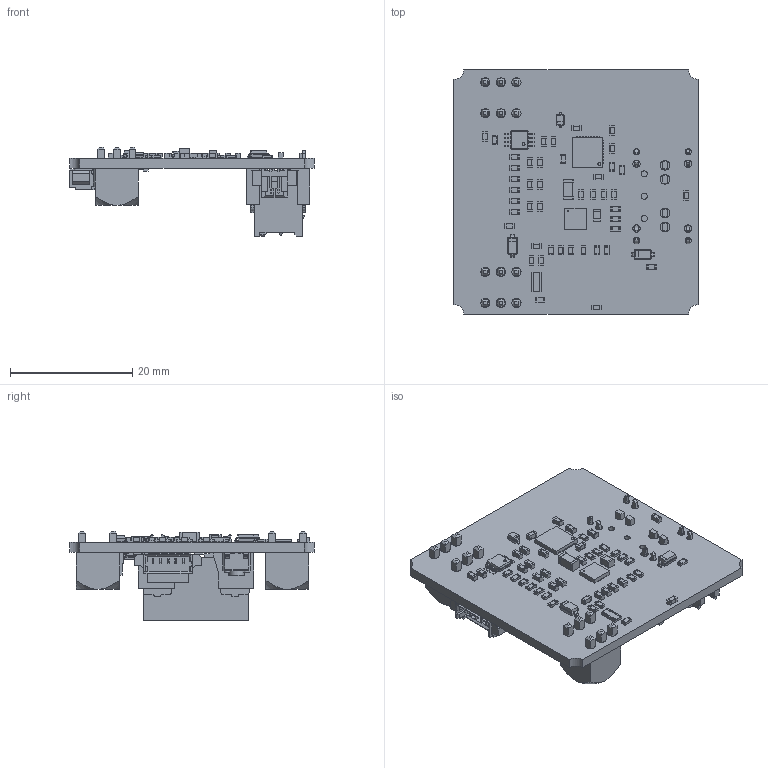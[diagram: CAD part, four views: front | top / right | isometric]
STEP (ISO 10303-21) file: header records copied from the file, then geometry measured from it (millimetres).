
FILE_DESCRIPTION(('KiCad electronic assembly'),'2;1');
FILE_NAME('BatteryMonitor.step','2025-01-12T22:50:55',('Pcbnew'),( 'Kicad'),'Open CASCADE STEP processor 7.8','KiCad to STEP converter' ,'Unknown');
FILE_SCHEMA(('AUTOMOTIVE_DESIGN { 1 0 10303 214 1 1 1 1 }'));
Length unit declared in the file: millimetre
Products named in the file (38): BatteryMonitor 1; R_0603_1608Metric; C_0603_1608Metric; D_SOD-123; D_SOD_123; C_0805_2012Metric; QFN-32-1EP_5x5mm_P0.5mm_EP3.45x3.45mm; QFN-32-1EP_5x5mm_Pitch0.5mm; D_SOD-323; D_SOD_323; MSOP-8_3x3mm_P0.65mm; MSOP_8_3x3mm_P065mm; Texas_VQFN-RGR-20-1EP_3.5x3.5mm_Pitch0.5mm; Texas_VQFN_RGR_20_1EP_35x35mm_Pitch05mm; C_1206_3216Metric; R_0612_1632Metric; s10114828-XXX04LF; 10114828-XXX04LF(20200601)La; SOT-23-3; PinSocket_1x05_P1.27mm_Vertical_SMD_Pin1Right; PinSocket_1x05_P127mm_Vertical_SMD_Pin1Right; SW_SPST_TL3305A; 7461057 (rev1); 1; 10114828-xxx02lfc; 10114828-XXX02LFC; 10114830-xxx05LF; 5P; c-2042274-2-b-3d; C-2042274-2; BatteryMonitor_PCB
Assembly tree (86 placements, depth 3):
  BatteryMonitor 1
    R_0603_1608Metric  x25
      R_0603_1608Metric
    C_0603_1608Metric  x24
      C_0603_1608Metric
    D_SOD-123  x2
      D_SOD_123
    C_0805_2012Metric
      C_0805_2012Metric
    QFN-32-1EP_5x5mm_P0.5mm_EP3.45x3.45mm
      QFN-32-1EP_5x5mm_Pitch0.5mm
    D_SOD-323
      D_SOD_323
    MSOP-8_3x3mm_P0.65mm
      MSOP_8_3x3mm_P065mm
    Texas_VQFN-RGR-20-1EP_3.5x3.5mm_Pitch0.5mm
      Texas_VQFN_RGR_20_1EP_35x35mm_Pitch05mm
    C_1206_3216Metric
      C_1206_3216Metric
    R_0612_1632Metric
      R_0612_1632Metric
    s10114828-XXX04LF
      10114828-XXX04LF(20200601)La
    SOT-23-3
      SOT-23-3
    PinSocket_1x05_P1.27mm_Vertical_SMD_Pin1Right
      PinSocket_1x05_P127mm_Vertical_SMD_Pin1Right
    SW_SPST_TL3305A
      SW_SPST_TL3305A
    7461057 (rev1)  x2
      1
    10114828-xxx02lfc
      10114828-XXX02LFC
    10114830-xxx05LF
      5P
    c-2042274-2-b-3d
      C-2042274-2
    BatteryMonitor_PCB
Bounding box: 40.04 x 40 x 14.65 mm (x, y, z)
Volume: 4558.8 mm3; surface area: 7493.4 mm2
Topology: 68 solids, 70 shells, 3809 faces, 10118 edges, 6574 vertices
Faces by surface type: plane 2689, cylinder 961, bspline 126, cone 26, torus 7
Full cylindrical faces by diameter (mm): 0.2 x1, 0.5 x2, 0.9 x4, 1 x7, 1.2 x4, 1.5 x12, 1.6 x4, 2.459 x4, 2.5 x1, 2.6 x1
Entity records: 84087 total; most frequent: CARTESIAN_POINT 13938, ORIENTED_EDGE 13050, DIRECTION 12117, EDGE_CURVE 6525, LINE 5355, VECTOR 5355, VERTEX_POINT 4232, AXIS2_PLACEMENT_3D 3381
